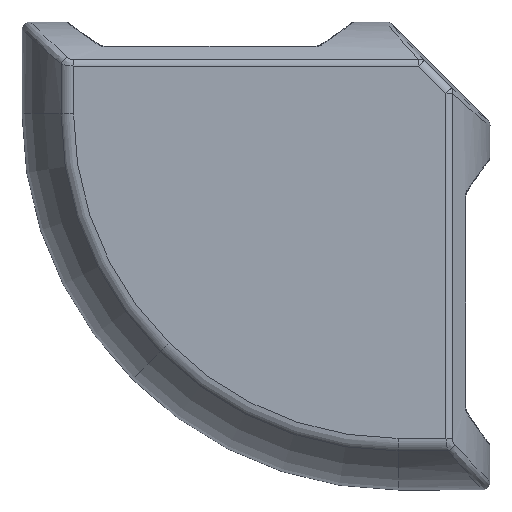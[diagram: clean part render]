
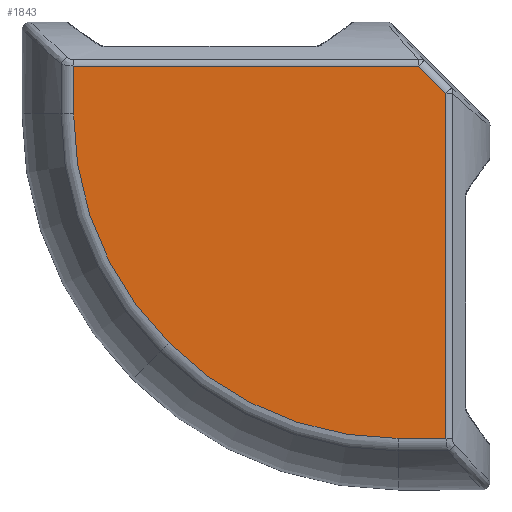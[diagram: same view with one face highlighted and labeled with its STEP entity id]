
A CAD part, left-side view. The second image highlights one B-rep face of the part: STEP entity #1843.
In plain terms, the highlighted planar face has unit normal (-1, 0, 0).
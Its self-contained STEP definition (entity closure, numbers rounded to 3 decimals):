
#8 = AXIS2_PLACEMENT_3D ( 'NONE', #3726, #560, #4254 ) ;
#134 = VECTOR ( 'NONE', #2181, 1000. ) ;
#190 = DIRECTION ( 'NONE',  ( 0., 0., 1. ) ) ;
#207 = AXIS2_PLACEMENT_3D ( 'NONE', #5057, #1759, #3850 ) ;
#254 = CARTESIAN_POINT ( 'NONE',  ( -34.947, 41.979, 0. ) ) ;
#393 = AXIS2_PLACEMENT_3D ( 'NONE', #6282, #4235, #4790 ) ;
#559 = CARTESIAN_POINT ( 'NONE',  ( -34.947, -46.034, 14. ) ) ;
#560 = DIRECTION ( 'NONE',  ( -1., 0., 0. ) ) ;
#577 = ORIENTED_EDGE ( 'NONE', *, *, #6260, .T. ) ;
#717 = LINE ( 'NONE', #6194, #6333 ) ;
#992 = CARTESIAN_POINT ( 'NONE',  ( -34.947, -44.279, 14. ) ) ;
#1230 = EDGE_CURVE ( 'NONE', #3049, #4376, #3007, .T. ) ;
#1759 = DIRECTION ( 'NONE',  ( 1., 0., 0. ) ) ;
#1814 = ORIENTED_EDGE ( 'NONE', *, *, #2955, .F. ) ;
#1837 = CARTESIAN_POINT ( 'NONE',  ( -34.947, -51.126, 7.153 ) ) ;
#1843 = ADVANCED_FACE ( 'NONE', ( #5073 ), #3430, .F. ) ;
#2003 = CARTESIAN_POINT ( 'NONE',  ( -34.947, 18.118, -55.244 ) ) ;
#2181 = DIRECTION ( 'NONE',  ( 0., -1., 0. ) ) ;
#2406 = EDGE_CURVE ( 'NONE', #4788, #3049, #5826, .T. ) ;
#2431 = EDGE_LOOP ( 'NONE', ( #5499, #1814, #6496, #2885, #6151, #577, #4002 ) ) ;
#2604 = CARTESIAN_POINT ( 'NONE',  ( -34.947, 41.979, 14. ) ) ;
#2738 = VECTOR ( 'NONE', #190, 1000. ) ;
#2885 = ORIENTED_EDGE ( 'NONE', *, *, #2406, .F. ) ;
#2955 = EDGE_CURVE ( 'NONE', #4376, #4842, #3105, .T. ) ;
#2964 = CARTESIAN_POINT ( 'NONE',  ( -34.947, -51.126, 8.908 ) ) ;
#3007 = LINE ( 'NONE', #254, #5984 ) ;
#3027 = DIRECTION ( 'NONE',  ( 0., -1., 0. ) ) ;
#3049 = VERTEX_POINT ( 'NONE', #4789 ) ;
#3069 = CIRCLE ( 'NONE', #8, 80.612 ) ;
#3105 = LINE ( 'NONE', #559, #134 ) ;
#3261 = EDGE_CURVE ( 'NONE', #3472, #4842, #5697, .T. ) ;
#3430 = PLANE ( 'NONE',  #207 ) ;
#3472 = VERTEX_POINT ( 'NONE', #1837 ) ;
#3542 = VERTEX_POINT ( 'NONE', #4063 ) ;
#3726 = CARTESIAN_POINT ( 'NONE',  ( -34.947, -39.133, 1.506 ) ) ;
#3810 = DIRECTION ( 'NONE',  ( 0., 0.707, 0.707 ) ) ;
#3850 = DIRECTION ( 'NONE',  ( 0., 0., 1. ) ) ;
#4002 = ORIENTED_EDGE ( 'NONE', *, *, #4244, .T. ) ;
#4063 = CARTESIAN_POINT ( 'NONE',  ( -34.947, -51.126, -79.105 ) ) ;
#4235 = DIRECTION ( 'NONE',  ( 1., 0., 0. ) ) ;
#4244 = EDGE_CURVE ( 'NONE', #3542, #3472, #6453, .T. ) ;
#4254 = DIRECTION ( 'NONE',  ( 0., 0., 1. ) ) ;
#4376 = VERTEX_POINT ( 'NONE', #2604 ) ;
#4410 = EDGE_CURVE ( 'NONE', #4788, #5266, #3069, .T. ) ;
#4788 = VERTEX_POINT ( 'NONE', #2003 ) ;
#4789 = CARTESIAN_POINT ( 'NONE',  ( -34.947, 41.979, 2.006 ) ) ;
#4790 = DIRECTION ( 'NONE',  ( 0., -1., 0. ) ) ;
#4842 = VERTEX_POINT ( 'NONE', #992 ) ;
#5057 = CARTESIAN_POINT ( 'NONE',  ( -34.947, -37.126, 25. ) ) ;
#5073 = FACE_OUTER_BOUND ( 'NONE', #2431, .T. ) ;
#5266 = VERTEX_POINT ( 'NONE', #5753 ) ;
#5472 = DIRECTION ( 'NONE',  ( 0., 0., 1. ) ) ;
#5499 = ORIENTED_EDGE ( 'NONE', *, *, #3261, .T. ) ;
#5610 = VECTOR ( 'NONE', #3810, 1000. ) ;
#5697 = LINE ( 'NONE', #5708, #5610 ) ;
#5708 = CARTESIAN_POINT ( 'NONE',  ( -34.947, -44.656, 13.622 ) ) ;
#5753 = CARTESIAN_POINT ( 'NONE',  ( -34.947, -39.133, -79.105 ) ) ;
#5826 = CIRCLE ( 'NONE', #393, 80.612 ) ;
#5984 = VECTOR ( 'NONE', #5472, 1000. ) ;
#6151 = ORIENTED_EDGE ( 'NONE', *, *, #4410, .T. ) ;
#6194 = CARTESIAN_POINT ( 'NONE',  ( -34.947, -37.126, -79.105 ) ) ;
#6260 = EDGE_CURVE ( 'NONE', #5266, #3542, #717, .T. ) ;
#6282 = CARTESIAN_POINT ( 'NONE',  ( -34.947, -38.633, 2.006 ) ) ;
#6333 = VECTOR ( 'NONE', #3027, 1000. ) ;
#6453 = LINE ( 'NONE', #2964, #2738 ) ;
#6496 = ORIENTED_EDGE ( 'NONE', *, *, #1230, .F. ) ;
